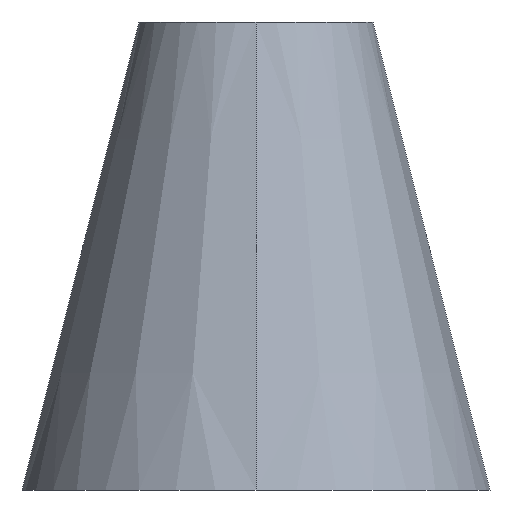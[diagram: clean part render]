
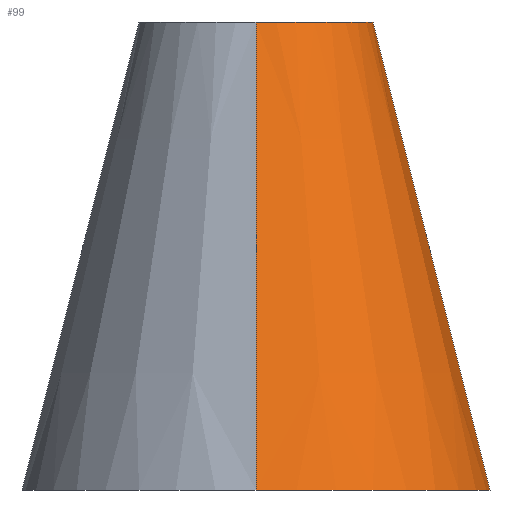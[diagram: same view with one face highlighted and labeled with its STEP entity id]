
A CAD part, front view. The second image highlights one B-rep face of the part: STEP entity #99.
In plain terms, the highlighted conical face has half-angle 14.036 degrees and reference radius 736.909 mm.
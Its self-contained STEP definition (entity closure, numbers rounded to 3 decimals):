
#24=CIRCLE('',#113,1000.);
#25=CIRCLE('',#114,500.);
#34=ORIENTED_EDGE('',*,*,#58,.F.);
#35=ORIENTED_EDGE('',*,*,#59,.T.);
#36=ORIENTED_EDGE('',*,*,#56,.T.);
#37=ORIENTED_EDGE('',*,*,#60,.F.);
#56=EDGE_CURVE('',#69,#68,#75,.T.);
#58=EDGE_CURVE('',#70,#71,#76,.T.);
#59=EDGE_CURVE('',#70,#69,#24,.T.);
#60=EDGE_CURVE('',#71,#68,#25,.T.);
#68=VERTEX_POINT('',#163);
#69=VERTEX_POINT('',#165);
#70=VERTEX_POINT('',#169);
#71=VERTEX_POINT('',#170);
#75=LINE('',#164,#79);
#76=LINE('',#168,#80);
#79=VECTOR('',#130,1000.);
#80=VECTOR('',#135,1000.);
#83=EDGE_LOOP('',(#34,#35,#36,#37));
#89=FACE_BOUND('',#83,.T.);
#95=CONICAL_SURFACE('',#112,736.908,0.245);
#99=ADVANCED_FACE('',(#89),#95,.T.);
#112=AXIS2_PLACEMENT_3D('',#167,#133,#134);
#113=AXIS2_PLACEMENT_3D('',#171,#136,#137);
#114=AXIS2_PLACEMENT_3D('',#172,#138,#139);
#130=DIRECTION('',(-0.243,0.,0.97));
#133=DIRECTION('',(0.,0.,-1.));
#134=DIRECTION('',(0.,1.,0.));
#135=DIRECTION('',(0.,0.243,0.97));
#136=DIRECTION('',(0.,0.,1.));
#137=DIRECTION('',(0.,-1.,0.));
#138=DIRECTION('',(0.,0.,1.));
#139=DIRECTION('',(0.,-1.,0.));
#163=CARTESIAN_POINT('',(500.,0.,2000.));
#164=CARTESIAN_POINT('',(750.,0.,1000.));
#165=CARTESIAN_POINT('',(1000.,0.,0.));
#167=CARTESIAN_POINT('',(0.,0.,1052.366));
#168=CARTESIAN_POINT('',(0.,-750.,1000.));
#169=CARTESIAN_POINT('',(0.,-1000.,0.));
#170=CARTESIAN_POINT('',(0.,-500.,2000.));
#171=CARTESIAN_POINT('',(0.,0.,0.));
#172=CARTESIAN_POINT('',(0.,0.,2000.));
